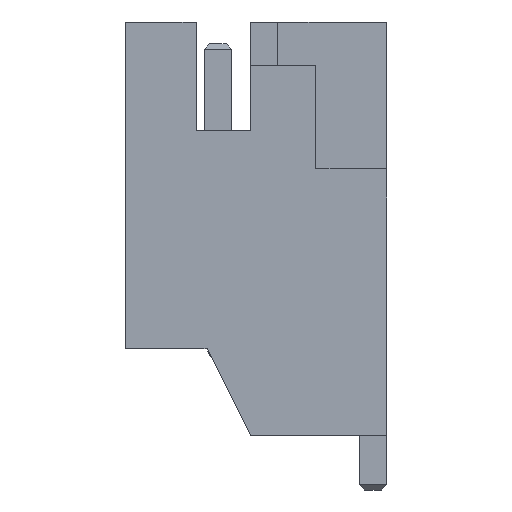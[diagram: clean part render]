
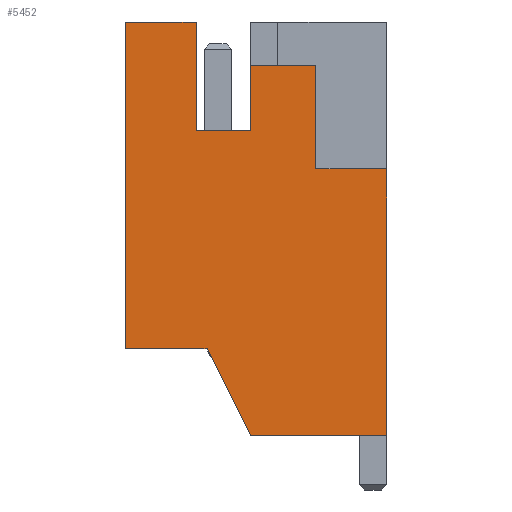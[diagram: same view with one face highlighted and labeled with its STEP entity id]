
A CAD part, left-side view. The second image highlights one B-rep face of the part: STEP entity #5452.
In plain terms, the highlighted planar face has unit normal (-1, 0, 0).
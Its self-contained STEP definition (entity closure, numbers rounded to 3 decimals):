
#166=FACE_OUTER_BOUND('',#472,.T.);
#472=EDGE_LOOP('',(#3671,#3672,#3673,#3674,#3675,#3676,#3677,#3678,#3679,
#3680,#3681,#3682));
#777=LINE('',#7607,#1513);
#781=LINE('',#7614,#1517);
#787=LINE('',#7628,#1523);
#812=LINE('',#7677,#1548);
#838=LINE('',#7729,#1574);
#844=LINE('',#7740,#1580);
#846=LINE('',#7744,#1582);
#848=LINE('',#7747,#1584);
#849=LINE('',#7751,#1585);
#850=LINE('',#7753,#1586);
#851=LINE('',#7755,#1587);
#852=LINE('',#7756,#1588);
#1513=VECTOR('',#6127,10.);
#1517=VECTOR('',#6133,10.);
#1523=VECTOR('',#6143,10.);
#1548=VECTOR('',#6178,10.);
#1574=VECTOR('',#6216,10.);
#1580=VECTOR('',#6224,10.);
#1582=VECTOR('',#6228,10.);
#1584=VECTOR('',#6232,10.);
#1585=VECTOR('',#6237,10.);
#1586=VECTOR('',#6238,10.);
#1587=VECTOR('',#6239,10.);
#1588=VECTOR('',#6240,10.);
#2249=VERTEX_POINT('',#7604);
#2250=VERTEX_POINT('',#7606);
#2252=VERTEX_POINT('',#7612);
#2258=VERTEX_POINT('',#7627);
#2277=VERTEX_POINT('',#7675);
#2296=VERTEX_POINT('',#7726);
#2297=VERTEX_POINT('',#7728);
#2301=VERTEX_POINT('',#7738);
#2302=VERTEX_POINT('',#7742);
#2303=VERTEX_POINT('',#7750);
#2304=VERTEX_POINT('',#7752);
#2305=VERTEX_POINT('',#7754);
#2761=EDGE_CURVE('',#2250,#2249,#777,.T.);
#2765=EDGE_CURVE('',#2249,#2252,#781,.T.);
#2771=EDGE_CURVE('',#2258,#2250,#787,.T.);
#2796=EDGE_CURVE('',#2252,#2277,#812,.T.);
#2822=EDGE_CURVE('',#2297,#2296,#838,.T.);
#2828=EDGE_CURVE('',#2296,#2301,#844,.T.);
#2830=EDGE_CURVE('',#2301,#2302,#846,.T.);
#2832=EDGE_CURVE('',#2302,#2258,#848,.T.);
#2833=EDGE_CURVE('',#2277,#2303,#849,.T.);
#2834=EDGE_CURVE('',#2303,#2304,#850,.T.);
#2835=EDGE_CURVE('',#2304,#2305,#851,.T.);
#2836=EDGE_CURVE('',#2305,#2297,#852,.T.);
#3671=ORIENTED_EDGE('',*,*,#2765,.T.);
#3672=ORIENTED_EDGE('',*,*,#2796,.T.);
#3673=ORIENTED_EDGE('',*,*,#2833,.T.);
#3674=ORIENTED_EDGE('',*,*,#2834,.T.);
#3675=ORIENTED_EDGE('',*,*,#2835,.T.);
#3676=ORIENTED_EDGE('',*,*,#2836,.T.);
#3677=ORIENTED_EDGE('',*,*,#2822,.T.);
#3678=ORIENTED_EDGE('',*,*,#2828,.T.);
#3679=ORIENTED_EDGE('',*,*,#2830,.T.);
#3680=ORIENTED_EDGE('',*,*,#2832,.T.);
#3681=ORIENTED_EDGE('',*,*,#2771,.T.);
#3682=ORIENTED_EDGE('',*,*,#2761,.T.);
#5178=PLANE('',#5770);
#5452=ADVANCED_FACE('',(#166),#5178,.T.);
#5770=AXIS2_PLACEMENT_3D('',#7749,#6235,#6236);
#6127=DIRECTION('',(0.,1.,0.));
#6133=DIRECTION('',(0.,0.,1.));
#6143=DIRECTION('',(0.,0.,-1.));
#6178=DIRECTION('',(0.,1.,0.));
#6216=DIRECTION('',(0.,0.,1.));
#6224=DIRECTION('',(0.,1.,0.));
#6228=DIRECTION('',(0.,0.,1.));
#6232=DIRECTION('',(0.,1.,0.));
#6235=DIRECTION('center_axis',(-1.,0.,0.));
#6236=DIRECTION('ref_axis',(0.,0.,1.));
#6237=DIRECTION('',(0.,0.,-1.));
#6238=DIRECTION('',(0.,-1.,0.));
#6239=DIRECTION('',(0.,-0.447,-0.894));
#6240=DIRECTION('',(0.,-1.,0.));
#7604=CARTESIAN_POINT('',(-9.95,3.5,-2.));
#7606=CARTESIAN_POINT('',(-9.95,2.5,-2.));
#7607=CARTESIAN_POINT('',(-9.95,2.95,-2.));
#7612=CARTESIAN_POINT('',(-9.95,3.5,0.));
#7614=CARTESIAN_POINT('',(-9.95,3.5,-1.5));
#7627=CARTESIAN_POINT('',(-9.95,2.5,-0.8));
#7628=CARTESIAN_POINT('',(-9.95,2.5,-2.5));
#7675=CARTESIAN_POINT('',(-9.95,4.8,0.));
#7677=CARTESIAN_POINT('',(-9.95,0.,0.));
#7726=CARTESIAN_POINT('',(-9.95,0.,-2.7));
#7728=CARTESIAN_POINT('',(-9.95,0.,-7.6));
#7729=CARTESIAN_POINT('',(-9.95,0.,-7.6));
#7738=CARTESIAN_POINT('',(-9.95,1.3,-2.7));
#7740=CARTESIAN_POINT('',(-9.95,1.85,-2.7));
#7742=CARTESIAN_POINT('',(-9.95,1.3,-0.8));
#7744=CARTESIAN_POINT('',(-9.95,1.3,-1.9));
#7747=CARTESIAN_POINT('',(-9.95,2.45,-0.8));
#7749=CARTESIAN_POINT('Origin',(-9.95,2.4,-3.));
#7750=CARTESIAN_POINT('',(-9.95,4.8,-6.));
#7751=CARTESIAN_POINT('',(-9.95,4.8,0.));
#7752=CARTESIAN_POINT('',(-9.95,3.3,-6.));
#7753=CARTESIAN_POINT('',(-9.95,4.8,-6.));
#7754=CARTESIAN_POINT('',(-9.95,2.5,-7.6));
#7755=CARTESIAN_POINT('',(-9.95,3.3,-6.));
#7756=CARTESIAN_POINT('',(-9.95,2.5,-7.6));
